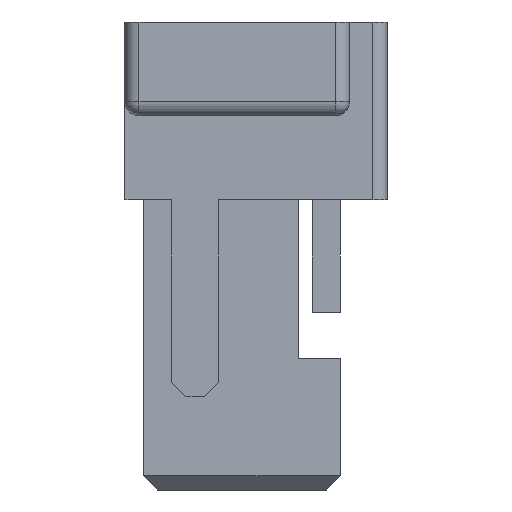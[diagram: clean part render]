
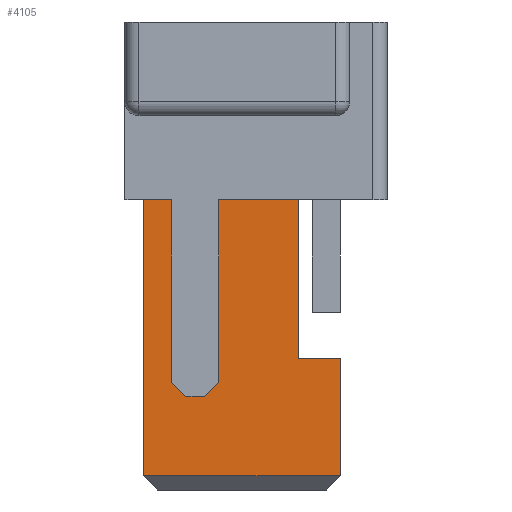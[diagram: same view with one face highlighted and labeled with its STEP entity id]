
A CAD part, left-side view. The second image highlights one B-rep face of the part: STEP entity #4105.
In plain terms, the highlighted planar face has unit normal (-1, 0, 0).
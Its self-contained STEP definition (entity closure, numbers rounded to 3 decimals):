
#169=ORIENTED_EDGE('',*,*,#1286,.F.);
#170=ORIENTED_EDGE('',*,*,#1389,.F.);
#171=ORIENTED_EDGE('',*,*,#1390,.T.);
#172=ORIENTED_EDGE('',*,*,#1391,.F.);
#173=ORIENTED_EDGE('',*,*,#1392,.F.);
#174=ORIENTED_EDGE('',*,*,#1393,.T.);
#175=ORIENTED_EDGE('',*,*,#1394,.F.);
#176=ORIENTED_EDGE('',*,*,#1395,.T.);
#177=ORIENTED_EDGE('',*,*,#1396,.F.);
#178=ORIENTED_EDGE('',*,*,#1397,.F.);
#179=ORIENTED_EDGE('',*,*,#1398,.T.);
#180=ORIENTED_EDGE('',*,*,#1399,.T.);
#1286=EDGE_CURVE('',#1897,#1898,#2289,.T.);
#1389=EDGE_CURVE('',#1998,#1897,#2386,.T.);
#1390=EDGE_CURVE('',#1998,#1999,#2387,.T.);
#1391=EDGE_CURVE('',#2000,#1999,#2388,.T.);
#1392=EDGE_CURVE('',#2001,#2000,#2389,.T.);
#1393=EDGE_CURVE('',#2001,#2002,#2390,.F.);
#1394=EDGE_CURVE('',#2003,#2002,#2391,.T.);
#1395=EDGE_CURVE('',#2003,#2004,#2392,.F.);
#1396=EDGE_CURVE('',#2005,#2004,#2393,.T.);
#1397=EDGE_CURVE('',#2006,#2005,#2394,.T.);
#1398=EDGE_CURVE('',#2006,#2007,#2395,.T.);
#1399=EDGE_CURVE('',#2007,#1898,#2396,.T.);
#1897=VERTEX_POINT('',#5636);
#1898=VERTEX_POINT('',#5637);
#1998=VERTEX_POINT('',#5843);
#1999=VERTEX_POINT('',#5845);
#2000=VERTEX_POINT('',#5847);
#2001=VERTEX_POINT('',#5849);
#2002=VERTEX_POINT('',#5851);
#2003=VERTEX_POINT('',#5853);
#2004=VERTEX_POINT('',#5855);
#2005=VERTEX_POINT('',#5857);
#2006=VERTEX_POINT('',#5859);
#2007=VERTEX_POINT('',#5861);
#2289=LINE('',#5635,#2876);
#2386=LINE('',#5842,#2973);
#2387=LINE('',#5844,#2974);
#2388=LINE('',#5846,#2975);
#2389=LINE('',#5848,#2976);
#2390=LINE('',#5850,#2977);
#2391=LINE('',#5852,#2978);
#2392=LINE('',#5854,#2979);
#2393=LINE('',#5856,#2980);
#2394=LINE('',#5858,#2981);
#2395=LINE('',#5860,#2982);
#2396=LINE('',#5862,#2983);
#2876=VECTOR('',#4572,1000.);
#2973=VECTOR('',#4687,1000.);
#2974=VECTOR('',#4688,1000.);
#2975=VECTOR('',#4689,1000.);
#2976=VECTOR('',#4690,1000.);
#2977=VECTOR('',#4691,1000.);
#2978=VECTOR('',#4692,1000.);
#2979=VECTOR('',#4693,1000.);
#2980=VECTOR('',#4694,1000.);
#2981=VECTOR('',#4695,1000.);
#2982=VECTOR('',#4696,1000.);
#2983=VECTOR('',#4697,1000.);
#3470=EDGE_LOOP('',(#169,#170,#171,#172,#173,#174,#175,#176,#177,#178,#179,
#180));
#3691=FACE_BOUND('',#3470,.T.);
#3908=PLANE('',#4339);
#4105=ADVANCED_FACE('',(#3691),#3908,.T.);
#4339=AXIS2_PLACEMENT_3D('',#5841,#4685,#4686);
#4572=DIRECTION('',(0.,0.,-1.));
#4685=DIRECTION('',(-1.,0.,0.));
#4686=DIRECTION('',(0.,0.,1.));
#4687=DIRECTION('',(0.,-1.,0.));
#4688=DIRECTION('',(0.,0.,1.));
#4689=DIRECTION('',(0.,-1.,0.));
#4690=DIRECTION('',(0.,0.,1.));
#4691=DIRECTION('',(0.,-0.707,0.707));
#4692=DIRECTION('',(0.,-1.,0.));
#4693=DIRECTION('',(0.,-0.707,-0.707));
#4694=DIRECTION('',(0.,0.,-1.));
#4695=DIRECTION('',(0.,-1.,0.));
#4696=DIRECTION('',(0.,0.,-1.));
#4697=DIRECTION('',(0.,-1.,0.));
#5635=CARTESIAN_POINT('',(-2.2,-0.9,0.6));
#5636=CARTESIAN_POINT('',(-2.2,-0.9,-1.1));
#5637=CARTESIAN_POINT('',(-2.2,-0.9,-2.35));
#5841=CARTESIAN_POINT('',(-2.2,0.,0.));
#5842=CARTESIAN_POINT('',(-2.2,-0.45,-1.1));
#5843=CARTESIAN_POINT('',(-2.2,-0.45,-1.1));
#5844=CARTESIAN_POINT('',(-2.2,-0.45,-1.1));
#5845=CARTESIAN_POINT('',(-2.2,-0.45,0.6));
#5846=CARTESIAN_POINT('',(-2.2,0.4,0.6));
#5847=CARTESIAN_POINT('',(-2.2,0.4,0.6));
#5848=CARTESIAN_POINT('',(-2.2,0.4,-1.5));
#5849=CARTESIAN_POINT('',(-2.2,0.4,-1.35));
#5850=CARTESIAN_POINT('',(-2.2,0.4,-1.35));
#5851=CARTESIAN_POINT('',(-2.2,0.55,-1.5));
#5852=CARTESIAN_POINT('',(-2.2,0.9,-1.5));
#5853=CARTESIAN_POINT('',(-2.2,0.75,-1.5));
#5854=CARTESIAN_POINT('',(-2.2,0.75,-1.5));
#5855=CARTESIAN_POINT('',(-2.2,0.9,-1.35));
#5856=CARTESIAN_POINT('',(-2.2,0.9,0.6));
#5857=CARTESIAN_POINT('',(-2.2,0.9,0.6));
#5858=CARTESIAN_POINT('',(-2.2,1.4,0.6));
#5859=CARTESIAN_POINT('',(-2.2,1.2,0.6));
#5860=CARTESIAN_POINT('',(-2.2,1.2,0.6));
#5861=CARTESIAN_POINT('',(-2.2,1.2,-2.35));
#5862=CARTESIAN_POINT('',(-2.2,0.,-2.35));
